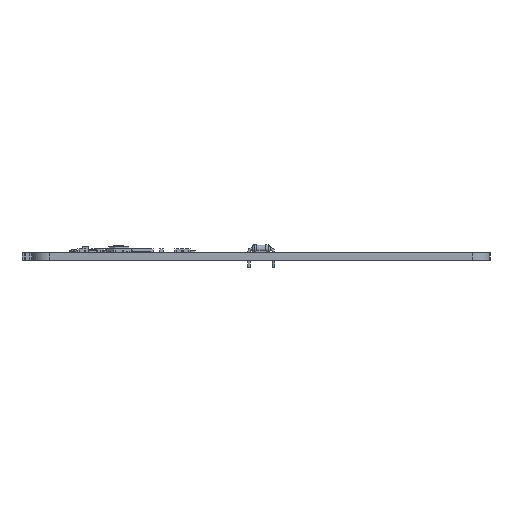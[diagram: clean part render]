
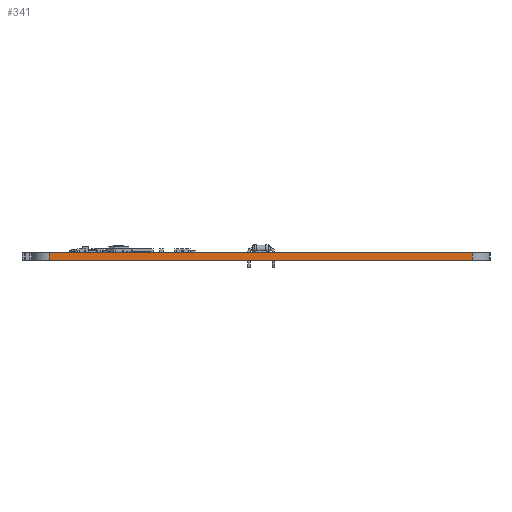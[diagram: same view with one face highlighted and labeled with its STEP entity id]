
A CAD part, left-side view. The second image highlights one B-rep face of the part: STEP entity #341.
In plain terms, the highlighted planar face has unit normal (-1, 0, 0).
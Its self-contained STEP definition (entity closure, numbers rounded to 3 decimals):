
#283 = VERTEX_POINT('',#284);
#284 = CARTESIAN_POINT('',(-40.811,-68.58,-1.6));
#291 = EDGE_CURVE('',#292,#283,#294,.T.);
#292 = VERTEX_POINT('',#293);
#293 = CARTESIAN_POINT('',(-40.811,-68.58,0.));
#294 = LINE('',#295,#296);
#295 = CARTESIAN_POINT('',(-40.811,-68.58,0.));
#296 = VECTOR('',#297,1.);
#297 = DIRECTION('',(0.,0.,-1.));
#341 = ADVANCED_FACE('',(#342),#367,.F.);
#342 = FACE_BOUND('',#343,.F.);
#343 = EDGE_LOOP('',(#344,#354,#360,#361));
#344 = ORIENTED_EDGE('',*,*,#345,.T.);
#345 = EDGE_CURVE('',#346,#348,#350,.T.);
#346 = VERTEX_POINT('',#347);
#347 = CARTESIAN_POINT('',(-40.811,-155.067,0.));
#348 = VERTEX_POINT('',#349);
#349 = CARTESIAN_POINT('',(-40.811,-155.067,-1.6));
#350 = LINE('',#351,#352);
#351 = CARTESIAN_POINT('',(-40.811,-155.067,0.));
#352 = VECTOR('',#353,1.);
#353 = DIRECTION('',(0.,0.,-1.));
#354 = ORIENTED_EDGE('',*,*,#355,.T.);
#355 = EDGE_CURVE('',#348,#283,#356,.T.);
#356 = LINE('',#357,#358);
#357 = CARTESIAN_POINT('',(-40.811,-155.067,-1.6));
#358 = VECTOR('',#359,1.);
#359 = DIRECTION('',(0.,1.,0.));
#360 = ORIENTED_EDGE('',*,*,#291,.F.);
#361 = ORIENTED_EDGE('',*,*,#362,.F.);
#362 = EDGE_CURVE('',#346,#292,#363,.T.);
#363 = LINE('',#364,#365);
#364 = CARTESIAN_POINT('',(-40.811,-155.067,0.));
#365 = VECTOR('',#366,1.);
#366 = DIRECTION('',(0.,1.,0.));
#367 = PLANE('',#368);
#368 = AXIS2_PLACEMENT_3D('',#369,#370,#371);
#369 = CARTESIAN_POINT('',(-40.811,-155.067,0.));
#370 = DIRECTION('',(1.,0.,0.));
#371 = DIRECTION('',(0.,1.,0.));
